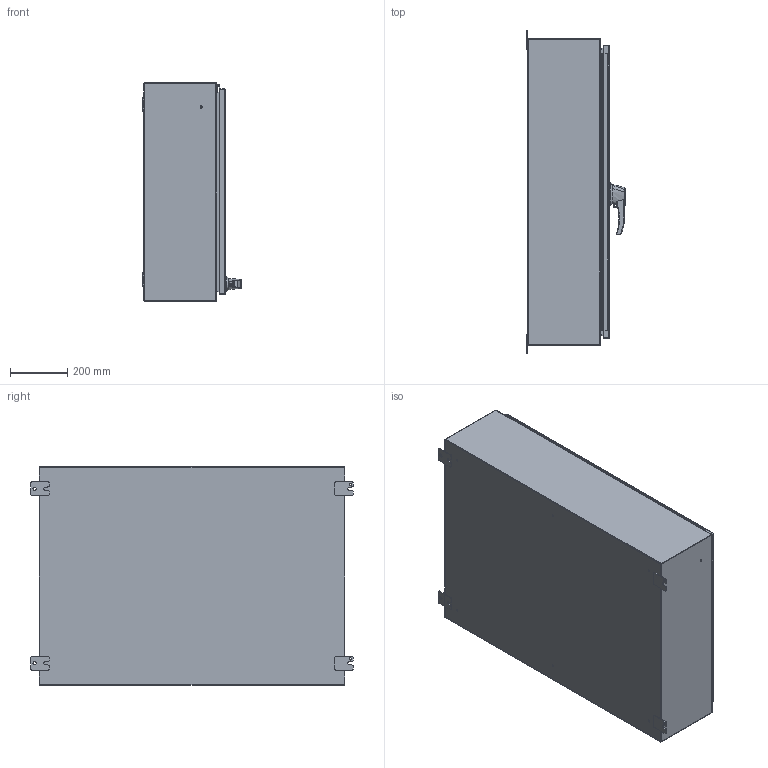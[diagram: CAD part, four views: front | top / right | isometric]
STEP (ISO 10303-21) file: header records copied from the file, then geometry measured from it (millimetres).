
FILE_DESCRIPTION (( 'STEP AP214' ), '1' );
FILE_NAME ('HW423010SSHK.STEP', '2019-08-07T20:35:48', ( '' ), ( '' ), 'SwSTEP 2.0', 'SolidWorks 2018', '' );
FILE_SCHEMA (( 'AUTOMOTIVE_DESIGN' ));
Length unit declared in the file: inch
Products named in the file (1): HW423010SSHK
Bounding box: 342.21 x 1123.95 x 762 mm (x, y, z)
Volume: 6235795.8 mm3; surface area: 6029538.1 mm2
Topology: 44 solids, 45 shells, 1599 faces, 4070 edges, 2599 vertices
Faces by surface type: plane 761, cylinder 671, bspline 123, cone 44
Entity records: 108522 total; most frequent: CARTESIAN_POINT 49337, ORIENTED_EDGE 8124, DIRECTION 7623, EDGE_CURVE 4062, AXIS2_PLACEMENT_3D 2648, VERTEX_POINT 2599, VECTOR 2327, LINE 2327
